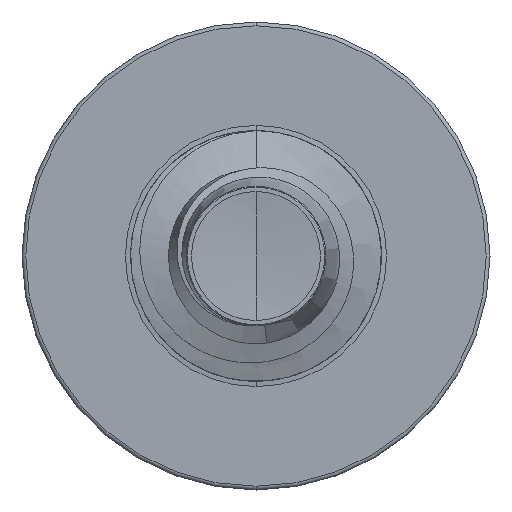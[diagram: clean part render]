
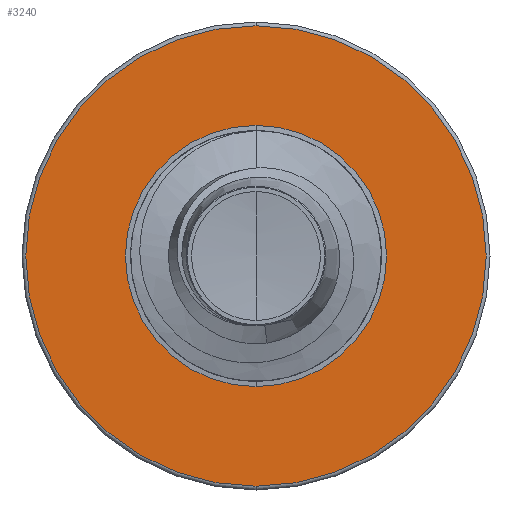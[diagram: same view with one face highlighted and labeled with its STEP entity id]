
A CAD part, front view. The second image highlights one B-rep face of the part: STEP entity #3240.
In plain terms, the highlighted planar face has unit normal (0, -1, 0).
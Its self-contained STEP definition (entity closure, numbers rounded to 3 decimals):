
#277 = CARTESIAN_POINT ( 'NONE',  ( 0., 7.5, 2.755 ) ) ;
#357 = DIRECTION ( 'NONE',  ( 0., 0., 1. ) ) ;
#599 = DIRECTION ( 'NONE',  ( 0., 1., 0. ) ) ;
#1065 = CIRCLE ( 'NONE', #14649, 2.755 ) ;
#1307 = AXIS2_PLACEMENT_3D ( 'NONE', #3788, #6126, #14258 ) ;
#1542 = EDGE_CURVE ( 'NONE', #8123, #8735, #1065, .T. ) ;
#1634 = CARTESIAN_POINT ( 'NONE',  ( 0., 7.5, 0. ) ) ;
#2601 = PLANE ( 'NONE',  #1307 ) ;
#2801 = DIRECTION ( 'NONE',  ( 0., 0., 1. ) ) ;
#3011 = CIRCLE ( 'NONE', #10569, 1.562 ) ;
#3240 = ADVANCED_FACE ( 'NONE', ( #3969, #4351 ), #2601, .F. ) ;
#3788 = CARTESIAN_POINT ( 'NONE',  ( 0., 7.5, -1.562 ) ) ;
#3969 = FACE_OUTER_BOUND ( 'NONE', #14181, .T. ) ;
#4339 = AXIS2_PLACEMENT_3D ( 'NONE', #14311, #7348, #357 ) ;
#4351 = FACE_BOUND ( 'NONE', #14012, .T. ) ;
#4399 = DIRECTION ( 'NONE',  ( 0., 1., 0. ) ) ;
#6126 = DIRECTION ( 'NONE',  ( 0., 1., 0. ) ) ;
#6262 = CARTESIAN_POINT ( 'NONE',  ( 0., 7.5, 0. ) ) ;
#6477 = CIRCLE ( 'NONE', #4339, 2.755 ) ;
#7064 = CIRCLE ( 'NONE', #11444, 1.562 ) ;
#7348 = DIRECTION ( 'NONE',  ( 0., 1., 0. ) ) ;
#7642 = EDGE_CURVE ( 'NONE', #13626, #11577, #7064, .T. ) ;
#8123 = VERTEX_POINT ( 'NONE', #9401 ) ;
#8185 = ORIENTED_EDGE ( 'NONE', *, *, #7642, .T. ) ;
#8735 = VERTEX_POINT ( 'NONE', #277 ) ;
#9401 = CARTESIAN_POINT ( 'NONE',  ( 0., 7.5, -2.755 ) ) ;
#9766 = DIRECTION ( 'NONE',  ( 0., 1., 0. ) ) ;
#10055 = EDGE_CURVE ( 'NONE', #8735, #8123, #6477, .T. ) ;
#10271 = EDGE_CURVE ( 'NONE', #11577, #13626, #3011, .T. ) ;
#10476 = ORIENTED_EDGE ( 'NONE', *, *, #1542, .F. ) ;
#10569 = AXIS2_PLACEMENT_3D ( 'NONE', #11358, #4399, #12528 ) ;
#11330 = CARTESIAN_POINT ( 'NONE',  ( 0., 7.5, 1.562 ) ) ;
#11358 = CARTESIAN_POINT ( 'NONE',  ( 0., 7.5, 0. ) ) ;
#11444 = AXIS2_PLACEMENT_3D ( 'NONE', #1634, #9766, #2801 ) ;
#11577 = VERTEX_POINT ( 'NONE', #12407 ) ;
#11836 = ORIENTED_EDGE ( 'NONE', *, *, #10271, .T. ) ;
#12156 = DIRECTION ( 'NONE',  ( 0., 0., 1. ) ) ;
#12407 = CARTESIAN_POINT ( 'NONE',  ( 0., 7.5, -1.562 ) ) ;
#12528 = DIRECTION ( 'NONE',  ( 0., 0., 1. ) ) ;
#13626 = VERTEX_POINT ( 'NONE', #11330 ) ;
#13822 = ORIENTED_EDGE ( 'NONE', *, *, #10055, .F. ) ;
#14012 = EDGE_LOOP ( 'NONE', ( #8185, #11836 ) ) ;
#14181 = EDGE_LOOP ( 'NONE', ( #13822, #10476 ) ) ;
#14258 = DIRECTION ( 'NONE',  ( 0., 0., 1. ) ) ;
#14311 = CARTESIAN_POINT ( 'NONE',  ( 0., 7.5, 0. ) ) ;
#14649 = AXIS2_PLACEMENT_3D ( 'NONE', #6262, #599, #12156 ) ;
